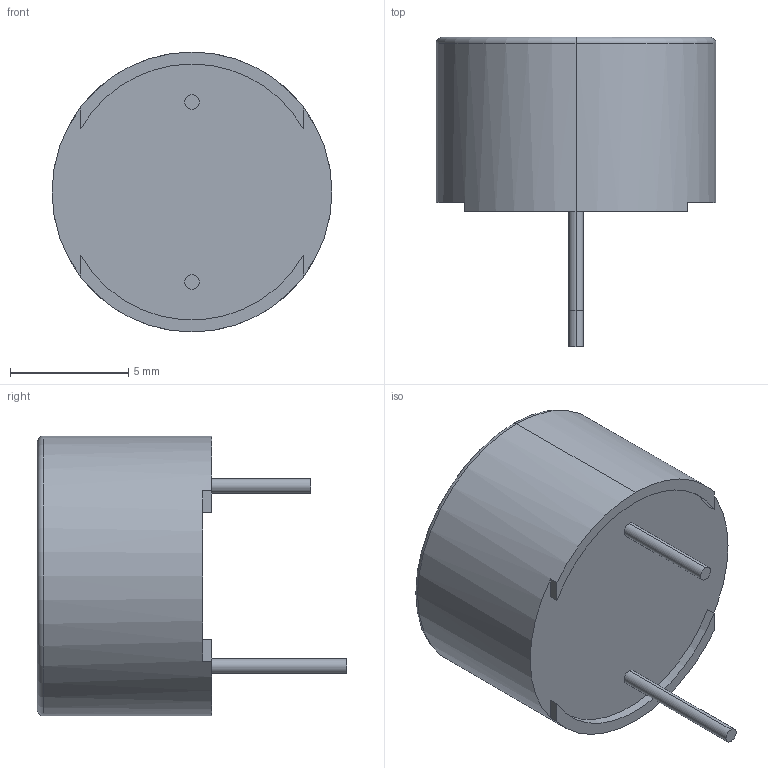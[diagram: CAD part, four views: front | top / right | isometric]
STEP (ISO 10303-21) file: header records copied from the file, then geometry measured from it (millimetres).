
FILE_DESCRIPTION (( 'STEP AP214' ), '1' );
FILE_NAME ('4483979A-BF72-4194-9F45-95A1E09AB876.STEP', '2008-05-04T08:53:42', ( 'SysAdmin' ), ( 'SolidWorks' ), 'SwSTEP 2.0', 'SolidWorks 2008', '' );
FILE_SCHEMA (( 'AUTOMOTIVE_DESIGN' ));
Length unit declared in the file: inch
Products named in the file (1): 4483979A-BF72-4194-9F45-95A1E09AB876
Bounding box: 11.84 x 13.08 x 11.84 mm (x, y, z)
Volume: 762.6 mm3; surface area: 534.8 mm2
Topology: 1 solids, 1 shells, 24 faces, 55 edges, 36 vertices
Faces by surface type: cylinder 11, plane 11, torus 2
Entity records: 798 total; most frequent: DIRECTION 135, CARTESIAN_POINT 116, ORIENTED_EDGE 110, EDGE_CURVE 55, AXIS2_PLACEMENT_3D 55, VERTEX_POINT 36, CIRCLE 30, EDGE_LOOP 27
